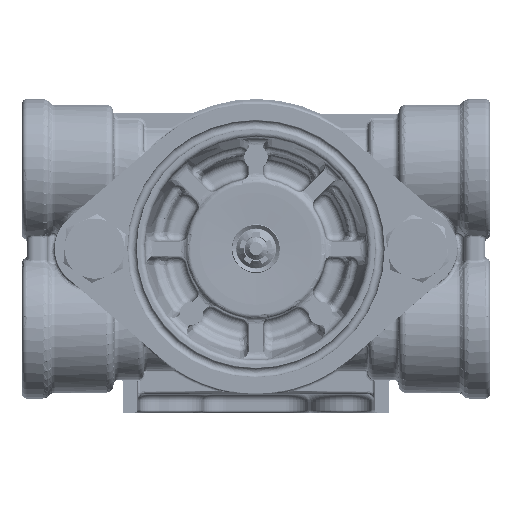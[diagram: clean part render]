
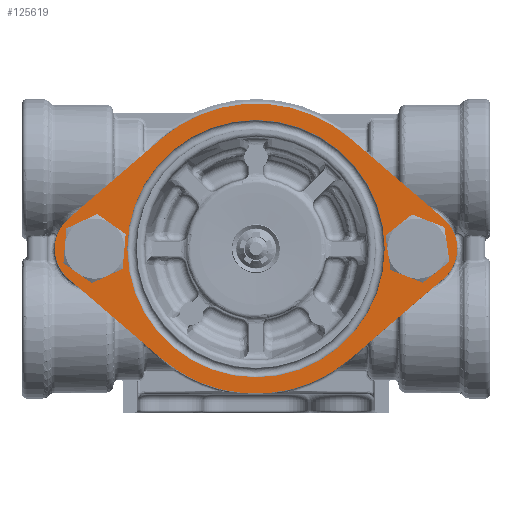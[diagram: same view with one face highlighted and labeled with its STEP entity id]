
A CAD part, top view. The second image highlights one B-rep face of the part: STEP entity #125619.
In plain terms, the highlighted planar face has unit normal (0, 0, 1).
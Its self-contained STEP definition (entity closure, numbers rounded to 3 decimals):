
#110013=CARTESIAN_POINT('',(-34.5,0.,0.));
#110014=DIRECTION('',(0.,0.,1.));
#110015=DIRECTION('',(-0.652,0.758,0.));
#110016=AXIS2_PLACEMENT_3D('',#110013,#110014,#110015);
#110021=DIRECTION('',(-0.758,-0.652,0.));
#110022=VECTOR('',#110021,26.153);
#110023=CARTESIAN_POINT('',(-20.217,23.5,0.));
#110024=LINE('',#110023,#110022);
#110028=CARTESIAN_POINT('',(0.,0.,0.));
#110029=DIRECTION('',(0.,0.,1.));
#110030=DIRECTION('',(0.652,0.758,0.));
#110031=AXIS2_PLACEMENT_3D('',#110028,#110029,#110030);
#110036=DIRECTION('',(-0.758,0.652,0.));
#110037=VECTOR('',#110036,26.153);
#110038=CARTESIAN_POINT('',(40.043,6.444,0.));
#110039=LINE('',#110038,#110037);
#110043=CARTESIAN_POINT('',(34.5,0.,0.));
#110044=DIRECTION('',(0.,0.,1.));
#110045=DIRECTION('',(0.652,-0.758,0.));
#110046=AXIS2_PLACEMENT_3D('',#110043,#110044,#110045);
#110051=DIRECTION('',(0.758,0.652,0.));
#110052=VECTOR('',#110051,26.153);
#110053=CARTESIAN_POINT('',(20.217,-23.5,0.));
#110054=LINE('',#110053,#110052);
#110058=CARTESIAN_POINT('',(0.,0.,0.));
#110059=DIRECTION('',(0.,0.,1.));
#110060=DIRECTION('',(-0.652,-0.758,0.));
#110061=AXIS2_PLACEMENT_3D('',#110058,#110059,#110060);
#110066=DIRECTION('',(0.758,-0.652,0.));
#110067=VECTOR('',#110066,26.153);
#110068=CARTESIAN_POINT('',(-40.043,-6.444,0.));
#110069=LINE('',#110068,#110067);
#110073=CARTESIAN_POINT('',(34.5,0.,0.));
#110074=DIRECTION('',(0.,0.,1.));
#110075=DIRECTION('',(-1.,0.,0.));
#110076=AXIS2_PLACEMENT_3D('',#110073,#110074,#110075);
#110081=CARTESIAN_POINT('',(34.5,0.,0.));
#110082=DIRECTION('',(0.,0.,1.));
#110083=DIRECTION('',(1.,0.,0.));
#110084=AXIS2_PLACEMENT_3D('',#110081,#110082,#110083);
#110089=CARTESIAN_POINT('',(-34.5,0.,0.));
#110090=DIRECTION('',(0.,0.,-1.));
#110091=DIRECTION('',(1.,0.,0.));
#110092=AXIS2_PLACEMENT_3D('',#110089,#110090,#110091);
#110097=CARTESIAN_POINT('',(-34.5,0.,0.));
#110098=DIRECTION('',(0.,0.,-1.));
#110099=DIRECTION('',(-1.,0.,0.));
#110100=AXIS2_PLACEMENT_3D('',#110097,#110098,#110099);
#110105=CARTESIAN_POINT('',(0.,0.,0.));
#110106=DIRECTION('',(0.,0.,-1.));
#110107=DIRECTION('',(1.,0.,0.));
#110108=AXIS2_PLACEMENT_3D('',#110105,#110106,#110107);
#110113=CARTESIAN_POINT('',(0.,0.,0.));
#110114=DIRECTION('',(0.,0.,-1.));
#110115=DIRECTION('',(-1.,0.,0.));
#110116=AXIS2_PLACEMENT_3D('',#110113,#110114,#110115);
#124192=CARTESIAN_POINT('',(-40.043,6.444,0.));
#124193=CARTESIAN_POINT('',(-40.043,-6.444,0.));
#124194=VERTEX_POINT('',#124192);
#124195=VERTEX_POINT('',#124193);
#124196=CARTESIAN_POINT('',(-20.217,-23.5,0.));
#124197=VERTEX_POINT('',#124196);
#124198=CARTESIAN_POINT('',(20.217,-23.5,0.));
#124199=VERTEX_POINT('',#124198);
#124200=CARTESIAN_POINT('',(40.043,-6.444,0.));
#124201=VERTEX_POINT('',#124200);
#124202=CARTESIAN_POINT('',(40.043,6.444,0.));
#124203=VERTEX_POINT('',#124202);
#124204=CARTESIAN_POINT('',(20.217,23.5,0.));
#124205=VERTEX_POINT('',#124204);
#124206=CARTESIAN_POINT('',(-20.217,23.5,0.));
#124207=VERTEX_POINT('',#124206);
#124208=CARTESIAN_POINT('',(30.175,0.,0.));
#124209=CARTESIAN_POINT('',(38.825,0.,0.));
#124210=VERTEX_POINT('',#124208);
#124211=VERTEX_POINT('',#124209);
#124216=CARTESIAN_POINT('',(-30.175,0.,0.));
#124217=CARTESIAN_POINT('',(-38.825,0.,0.));
#124218=VERTEX_POINT('',#124216);
#124219=VERTEX_POINT('',#124217);
#124224=CARTESIAN_POINT('',(27.5,0.,0.));
#124225=CARTESIAN_POINT('',(-27.5,0.,0.));
#124226=VERTEX_POINT('',#124224);
#124227=VERTEX_POINT('',#124225);
#125579=CARTESIAN_POINT('',(0.,0.,0.));
#125580=DIRECTION('',(0.,0.,1.));
#125581=DIRECTION('',(-1.,0.,0.));
#125582=AXIS2_PLACEMENT_3D('',#125579,#125580,#125581);
#125583=PLANE('',#125582);
#125585=ORIENTED_EDGE('',*,*,#125584,.F.);
#125587=ORIENTED_EDGE('',*,*,#125586,.F.);
#125589=ORIENTED_EDGE('',*,*,#125588,.F.);
#125591=ORIENTED_EDGE('',*,*,#125590,.F.);
#125593=ORIENTED_EDGE('',*,*,#125592,.F.);
#125595=ORIENTED_EDGE('',*,*,#125594,.F.);
#125597=ORIENTED_EDGE('',*,*,#125596,.F.);
#125599=ORIENTED_EDGE('',*,*,#125598,.F.);
#125600=EDGE_LOOP('',(#125585,#125587,#125589,#125591,#125593,#125595,#125597,
#125599));
#125601=FACE_OUTER_BOUND('',#125600,.F.);
#125602=ORIENTED_EDGE('',*,*,#125569,.T.);
#125604=ORIENTED_EDGE('',*,*,#125603,.T.);
#125605=EDGE_LOOP('',(#125602,#125604));
#125606=FACE_BOUND('',#125605,.F.);
#125608=ORIENTED_EDGE('',*,*,#125607,.F.);
#125610=ORIENTED_EDGE('',*,*,#125609,.F.);
#125611=EDGE_LOOP('',(#125608,#125610));
#125612=FACE_BOUND('',#125611,.F.);
#125614=ORIENTED_EDGE('',*,*,#125613,.F.);
#125616=ORIENTED_EDGE('',*,*,#125615,.F.);
#125617=EDGE_LOOP('',(#125614,#125616));
#125618=FACE_BOUND('',#125617,.F.);
#110017=CIRCLE('',#110016,8.5);
#110032=CIRCLE('',#110031,31.);
#110047=CIRCLE('',#110046,8.5);
#110062=CIRCLE('',#110061,31.);
#110077=CIRCLE('',#110076,4.325);
#110085=CIRCLE('',#110084,4.325);
#110093=CIRCLE('',#110092,4.325);
#110101=CIRCLE('',#110100,4.325);
#110109=CIRCLE('',#110108,27.5);
#110117=CIRCLE('',#110116,27.5);
#125569=EDGE_CURVE('',#124210,#124211,#110077,.T.);
#125584=EDGE_CURVE('',#124194,#124195,#110017,.T.);
#125586=EDGE_CURVE('',#124207,#124194,#110024,.T.);
#125588=EDGE_CURVE('',#124205,#124207,#110032,.T.);
#125590=EDGE_CURVE('',#124203,#124205,#110039,.T.);
#125592=EDGE_CURVE('',#124201,#124203,#110047,.T.);
#125594=EDGE_CURVE('',#124199,#124201,#110054,.T.);
#125596=EDGE_CURVE('',#124197,#124199,#110062,.T.);
#125598=EDGE_CURVE('',#124195,#124197,#110069,.T.);
#125603=EDGE_CURVE('',#124211,#124210,#110085,.T.);
#125607=EDGE_CURVE('',#124218,#124219,#110093,.T.);
#125609=EDGE_CURVE('',#124219,#124218,#110101,.T.);
#125613=EDGE_CURVE('',#124226,#124227,#110109,.T.);
#125615=EDGE_CURVE('',#124227,#124226,#110117,.T.);
#125619=ADVANCED_FACE('',(#125601,#125606,#125612,#125618),#125583,.T.);
